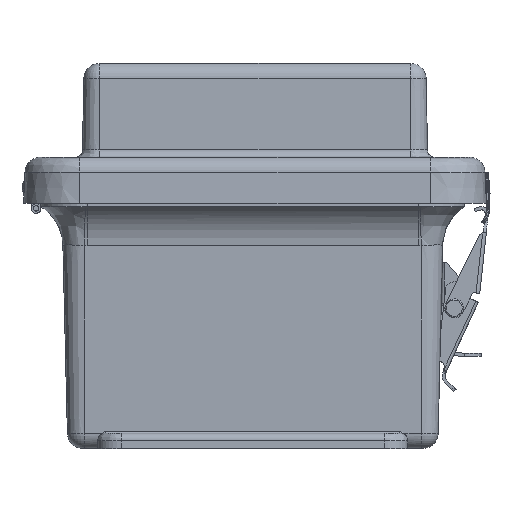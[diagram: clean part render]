
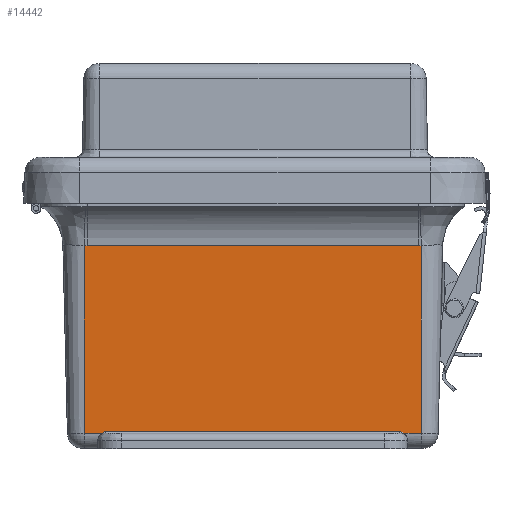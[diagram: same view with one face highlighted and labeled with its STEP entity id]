
A CAD part, front view. The second image highlights one B-rep face of the part: STEP entity #14442.
In plain terms, the highlighted planar face has unit normal (0, -1, -0.024).
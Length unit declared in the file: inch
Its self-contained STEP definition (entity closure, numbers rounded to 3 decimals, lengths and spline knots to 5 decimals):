
#22 = LINE ( 'NONE', #21222, #34056 ) ;
#36 = EDGE_CURVE ( 'NONE', #29550, #13594, #29620, .T. ) ;
#275 = EDGE_CURVE ( 'NONE', #15788, #28994, #9339, .T. ) ;
#1780 = EDGE_CURVE ( 'NONE', #12589, #29739, #22, .T. ) ;
#1827 = DIRECTION ( 'NONE',  ( -1., 0., 0. ) ) ;
#2237 = PLANE ( 'NONE',  #30589 ) ;
#3083 = EDGE_CURVE ( 'NONE', #25314, #28994, #32771, .T. ) ;
#3108 = CARTESIAN_POINT ( 'NONE',  ( 2.40688, -3.99243, -4.23461 ) ) ;
#3336 = CARTESIAN_POINT ( 'NONE',  ( -2.40903, -3.9924, -4.23583 ) ) ;
#3679 = ORIENTED_EDGE ( 'NONE', *, *, #5521, .T. ) ;
#4096 = CARTESIAN_POINT ( 'NONE',  ( -1.35938, -3.99192, -4.25597 ) ) ;
#4437 = CARTESIAN_POINT ( 'NONE',  ( -2.67477, -4.06427, -1.2274 ) ) ;
#4624 = B_SPLINE_CURVE_WITH_KNOTS ( 'NONE', 3,
 ( #20190, #32560, #23365, #4437 ),
 .UNSPECIFIED., .F., .F.,
 ( 4, 4 ),
 ( 0., 1. ),
 .UNSPECIFIED. ) ;
#5521 = EDGE_CURVE ( 'NONE', #29739, #37715, #26803, .T. ) ;
#5883 = VECTOR ( 'NONE', #1827, 39.37008 ) ;
#5951 = CARTESIAN_POINT ( 'NONE',  ( -2.41294, -3.99235, -4.23809 ) ) ;
#6072 = CARTESIAN_POINT ( 'NONE',  ( -2.71875, -4.09351, -0.00299 ) ) ;
#6127 = CARTESIAN_POINT ( 'NONE',  ( 2.43045, -3.99209, -4.24891 ) ) ;
#6268 = EDGE_CURVE ( 'NONE', #15788, #12589, #32886, .T. ) ;
#6863 = CARTESIAN_POINT ( 'NONE',  ( 2.67477, -4.06427, -1.2274 ) ) ;
#7560 = VECTOR ( 'NONE', #17655, 39.37008 ) ;
#7904 = VERTEX_POINT ( 'NONE', #37811 ) ;
#8309 = DIRECTION ( 'NONE',  ( 0., -0.024, 1. ) ) ;
#8414 = ORIENTED_EDGE ( 'NONE', *, *, #14893, .T. ) ;
#8453 = CARTESIAN_POINT ( 'NONE',  ( -2.71875, -4.09351, -0.00299 ) ) ;
#9339 = LINE ( 'NONE', #17551, #5883 ) ;
#9406 = CARTESIAN_POINT ( 'NONE',  ( -2.42762, -3.99213, -4.24718 ) ) ;
#9737 = CARTESIAN_POINT ( 'NONE',  ( 2.7041, -4.06427, -1.22722 ) ) ;
#10130 = VECTOR ( 'NONE', #35284, 39.37008 ) ;
#10343 = EDGE_CURVE ( 'NONE', #17496, #37715, #11576, .T. ) ;
#10522 = ORIENTED_EDGE ( 'NONE', *, *, #3083, .T. ) ;
#10892 = EDGE_CURVE ( 'NONE', #25314, #7904, #4624, .T. ) ;
#11096 = CARTESIAN_POINT ( 'NONE',  ( -2.71875, -3.99192, -4.25597 ) ) ;
#11576 = LINE ( 'NONE', #4096, #10130 ) ;
#11666 = DIRECTION ( 'NONE',  ( 1., 0., 0. ) ) ;
#11875 = CARTESIAN_POINT ( 'NONE',  ( 2.67477, -4.06427, -1.2274 ) ) ;
#12138 = CARTESIAN_POINT ( 'NONE',  ( -2.40034, -3.99252, -4.23091 ) ) ;
#12281 = CARTESIAN_POINT ( 'NONE',  ( -2.418, -3.99228, -4.24111 ) ) ;
#12325 = ORIENTED_EDGE ( 'NONE', *, *, #21216, .T. ) ;
#12589 = VERTEX_POINT ( 'NONE', #33881 ) ;
#12683 = CARTESIAN_POINT ( 'NONE',  ( -2.38944, -3.99266, -4.22522 ) ) ;
#13594 = VERTEX_POINT ( 'NONE', #19723 ) ;
#14306 = CARTESIAN_POINT ( 'NONE',  ( 2.71875, -4.09351, -0.00299 ) ) ;
#14442 = ADVANCED_FACE ( 'NONE', ( #15404 ), #2237, .T. ) ;
#14893 = EDGE_CURVE ( 'NONE', #17496, #13594, #31073, .T. ) ;
#15313 = CARTESIAN_POINT ( 'NONE',  ( -2.375, -3.99283, -4.218 ) ) ;
#15404 = FACE_OUTER_BOUND ( 'NONE', #33035, .T. ) ;
#15504 = CARTESIAN_POINT ( 'NONE',  ( 2.40747, -3.99242, -4.23494 ) ) ;
#15599 = CARTESIAN_POINT ( 'NONE',  ( -2.43951, -3.99192, -4.25597 ) ) ;
#15788 = VERTEX_POINT ( 'NONE', #24525 ) ;
#15935 = LINE ( 'NONE', #33371, #7560 ) ;
#16668 = ORIENTED_EDGE ( 'NONE', *, *, #6268, .T. ) ;
#17496 = VERTEX_POINT ( 'NONE', #38181 ) ;
#17551 = CARTESIAN_POINT ( 'NONE',  ( -1.35938, -3.99192, -4.25597 ) ) ;
#17655 = DIRECTION ( 'NONE',  ( -1., 0., 0. ) ) ;
#18408 = CARTESIAN_POINT ( 'NONE',  ( 2.40724, -3.99243, -4.23481 ) ) ;
#18546 = CARTESIAN_POINT ( 'NONE',  ( 2.43951, -3.99192, -4.25597 ) ) ;
#18911 = ORIENTED_EDGE ( 'NONE', *, *, #1780, .T. ) ;
#18917 = CARTESIAN_POINT ( 'NONE',  ( -2.43499, -3.992, -4.25244 ) ) ;
#19723 = CARTESIAN_POINT ( 'NONE',  ( 2.71875, -4.06428, -1.22687 ) ) ;
#20033 = ORIENTED_EDGE ( 'NONE', *, *, #10343, .F. ) ;
#20190 = CARTESIAN_POINT ( 'NONE',  ( -2.71875, -4.06428, -1.22687 ) ) ;
#21216 = EDGE_CURVE ( 'NONE', #29550, #7904, #15935, .T. ) ;
#21222 = CARTESIAN_POINT ( 'NONE',  ( -2.71875, -3.99283, -4.218 ) ) ;
#21748 = CARTESIAN_POINT ( 'NONE',  ( 2.40047, -3.99251, -4.23109 ) ) ;
#21978 = CARTESIAN_POINT ( 'NONE',  ( -2.41034, -3.99238, -4.23658 ) ) ;
#22022 = CARTESIAN_POINT ( 'NONE',  ( 2.40604, -3.99244, -4.23414 ) ) ;
#22761 = ORIENTED_EDGE ( 'NONE', *, *, #36, .F. ) ;
#23365 = CARTESIAN_POINT ( 'NONE',  ( -2.68944, -4.06427, -1.2274 ) ) ;
#23914 = VECTOR ( 'NONE', #25400, 39.37008 ) ;
#24525 = CARTESIAN_POINT ( 'NONE',  ( -2.43951, -3.99192, -4.25597 ) ) ;
#25182 = CARTESIAN_POINT ( 'NONE',  ( 2.40428, -3.99247, -4.23317 ) ) ;
#25314 = VERTEX_POINT ( 'NONE', #31737 ) ;
#25400 = DIRECTION ( 'NONE',  ( 0., 0.024, -1. ) ) ;
#26803 = B_SPLINE_CURVE_WITH_KNOTS ( 'NONE', 3,
 ( #37329, #28191, #31487, #21748, #25182, #22022, #3108, #18408, #15504, #34563, #37892, #6127, #18546 ),
 .UNSPECIFIED., .F., .F.,
 ( 4, 1, 1, 1, 1, 1, 2, 2, 4 ),
 ( 0., 0.25, 0.375, 0.4375, 0.46875, 0.48437, 0.49219, 0.5, 1. ),
 .UNSPECIFIED. ) ;
#27155 = DIRECTION ( 'NONE',  ( 0., -0.024, 1. ) ) ;
#27656 = ORIENTED_EDGE ( 'NONE', *, *, #275, .F. ) ;
#28191 = CARTESIAN_POINT ( 'NONE',  ( 2.38221, -3.99274, -4.22161 ) ) ;
#28425 = CARTESIAN_POINT ( 'NONE',  ( -2.40846, -3.99241, -4.2355 ) ) ;
#28495 = CARTESIAN_POINT ( 'NONE',  ( 2.68944, -4.06427, -1.2274 ) ) ;
#28708 = CARTESIAN_POINT ( 'NONE',  ( 2.375, -3.99283, -4.218 ) ) ;
#28994 = VERTEX_POINT ( 'NONE', #11096 ) ;
#29550 = VERTEX_POINT ( 'NONE', #11875 ) ;
#29620 = B_SPLINE_CURVE_WITH_KNOTS ( 'NONE', 3,
 ( #6863, #28495, #9737, #38463 ),
 .UNSPECIFIED., .F., .F.,
 ( 4, 4 ),
 ( 0., 1. ),
 .UNSPECIFIED. ) ;
#29739 = VERTEX_POINT ( 'NONE', #28708 ) ;
#30589 = AXIS2_PLACEMENT_3D ( 'NONE', #8453, #37022, #8309 ) ;
#30653 = CARTESIAN_POINT ( 'NONE',  ( 2.43951, -3.99192, -4.25597 ) ) ;
#31073 = LINE ( 'NONE', #14306, #34556 ) ;
#31487 = CARTESIAN_POINT ( 'NONE',  ( 2.39171, -3.99263, -4.22645 ) ) ;
#31737 = CARTESIAN_POINT ( 'NONE',  ( -2.71875, -4.06428, -1.22687 ) ) ;
#32017 = ORIENTED_EDGE ( 'NONE', *, *, #10892, .F. ) ;
#32560 = CARTESIAN_POINT ( 'NONE',  ( -2.7041, -4.06427, -1.22722 ) ) ;
#32771 = LINE ( 'NONE', #6072, #23914 ) ;
#32886 = B_SPLINE_CURVE_WITH_KNOTS ( 'NONE', 3,
 ( #15599, #18917, #9406, #12281, #5951, #21978, #3336, #28425, #34653, #37721, #12138, #12683, #15313 ),
 .UNSPECIFIED., .F., .F.,
 ( 4, 1, 1, 1, 1, 1, 2, 2, 4 ),
 ( 0., 0.25, 0.375, 0.4375, 0.46875, 0.48437, 0.49219, 0.5, 1. ),
 .UNSPECIFIED. ) ;
#33035 = EDGE_LOOP ( 'NONE', ( #18911, #3679, #20033, #8414, #22761, #12325, #32017, #10522, #27656, #16668 ) ) ;
#33371 = CARTESIAN_POINT ( 'NONE',  ( -2.71875, -4.06427, -1.2274 ) ) ;
#33881 = CARTESIAN_POINT ( 'NONE',  ( -2.375, -3.99283, -4.218 ) ) ;
#34056 = VECTOR ( 'NONE', #11666, 39.37008 ) ;
#34556 = VECTOR ( 'NONE', #27155, 39.37008 ) ;
#34563 = CARTESIAN_POINT ( 'NONE',  ( 2.40751, -3.99242, -4.23497 ) ) ;
#34653 = CARTESIAN_POINT ( 'NONE',  ( -2.40808, -3.99241, -4.23529 ) ) ;
#35284 = DIRECTION ( 'NONE',  ( -1., 0., 0. ) ) ;
#37022 = DIRECTION ( 'NONE',  ( 0., -1., -0.024 ) ) ;
#37329 = CARTESIAN_POINT ( 'NONE',  ( 2.375, -3.99283, -4.218 ) ) ;
#37715 = VERTEX_POINT ( 'NONE', #30653 ) ;
#37721 = CARTESIAN_POINT ( 'NONE',  ( -2.40782, -3.99242, -4.23514 ) ) ;
#37811 = CARTESIAN_POINT ( 'NONE',  ( -2.67477, -4.06427, -1.2274 ) ) ;
#37892 = CARTESIAN_POINT ( 'NONE',  ( 2.41985, -3.99226, -4.24194 ) ) ;
#38181 = CARTESIAN_POINT ( 'NONE',  ( 2.71875, -3.99192, -4.25597 ) ) ;
#38463 = CARTESIAN_POINT ( 'NONE',  ( 2.71875, -4.06428, -1.22687 ) ) ;
